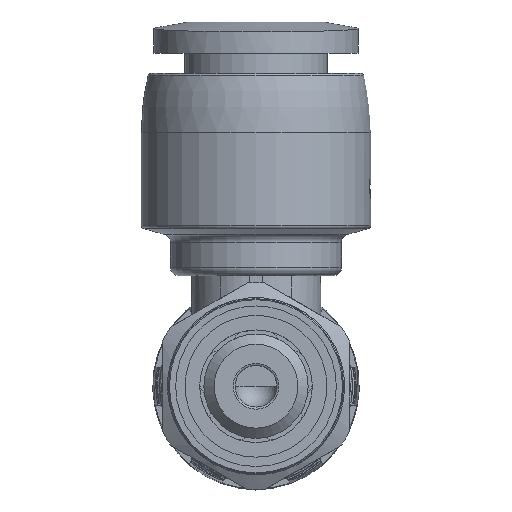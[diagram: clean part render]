
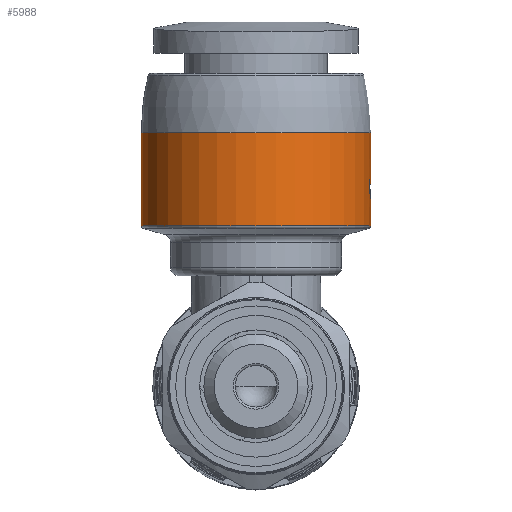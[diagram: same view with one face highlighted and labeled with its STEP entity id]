
A CAD part, front view. The second image highlights one B-rep face of the part: STEP entity #5988.
In plain terms, the highlighted cylindrical face has radius 5.5 mm (diameter 11 mm), a full revolution.
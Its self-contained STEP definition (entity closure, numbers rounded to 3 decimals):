
#42=ELLIPSE('',#6293,6.56,5.5);
#43=ELLIPSE('',#6295,6.56,5.5);
#56=B_SPLINE_CURVE_WITH_KNOTS('',3,(#8305,#8306,#8307,#8308,#8309),
 .UNSPECIFIED.,.F.,.F.,(4,1,4),(0.,0.,0.001),
 .UNSPECIFIED.);
#57=B_SPLINE_CURVE_WITH_KNOTS('',3,(#8314,#8315,#8316,#8317),
 .UNSPECIFIED.,.F.,.F.,(4,4),(0.,0.),
 .UNSPECIFIED.);
#58=B_SPLINE_CURVE_WITH_KNOTS('',3,(#8318,#8319,#8320,#8321),
 .UNSPECIFIED.,.F.,.F.,(4,4),(0.,0.),.UNSPECIFIED.);
#208=CYLINDRICAL_SURFACE('',#6289,5.5);
#315=CIRCLE('',#6283,5.5);
#319=CIRCLE('',#6290,5.5);
#320=CIRCLE('',#6291,5.5);
#321=CIRCLE('',#6292,5.5);
#322=CIRCLE('',#6294,5.5);
#323=CIRCLE('',#6296,5.5);
#324=CIRCLE('',#6297,5.5);
#325=CIRCLE('',#6298,5.5);
#611=ORIENTED_EDGE('',*,*,#1973,.F.);
#612=ORIENTED_EDGE('',*,*,#1974,.F.);
#613=ORIENTED_EDGE('',*,*,#1975,.F.);
#614=ORIENTED_EDGE('',*,*,#1976,.F.);
#615=ORIENTED_EDGE('',*,*,#1965,.F.);
#616=ORIENTED_EDGE('',*,*,#1977,.F.);
#617=ORIENTED_EDGE('',*,*,#1978,.F.);
#618=ORIENTED_EDGE('',*,*,#1979,.T.);
#619=ORIENTED_EDGE('',*,*,#1980,.T.);
#620=ORIENTED_EDGE('',*,*,#1981,.T.);
#621=ORIENTED_EDGE('',*,*,#1982,.T.);
#622=ORIENTED_EDGE('',*,*,#1983,.T.);
#623=ORIENTED_EDGE('',*,*,#1984,.T.);
#624=ORIENTED_EDGE('',*,*,#1985,.T.);
#625=ORIENTED_EDGE('',*,*,#1986,.T.);
#626=ORIENTED_EDGE('',*,*,#1987,.T.);
#627=ORIENTED_EDGE('',*,*,#1988,.T.);
#628=ORIENTED_EDGE('',*,*,#1989,.T.);
#629=ORIENTED_EDGE('',*,*,#1990,.T.);
#1965=EDGE_CURVE('',#2646,#2644,#315,.T.);
#1973=EDGE_CURVE('',#2653,#2653,#319,.T.);
#1974=EDGE_CURVE('',#2654,#2655,#56,.T.);
#1975=EDGE_CURVE('',#2656,#2654,#3100,.F.);
#1976=EDGE_CURVE('',#2644,#2656,#57,.T.);
#1977=EDGE_CURVE('',#2657,#2646,#58,.T.);
#1978=EDGE_CURVE('',#2655,#2657,#3101,.T.);
#1979=EDGE_CURVE('',#2658,#2659,#320,.T.);
#1980=EDGE_CURVE('',#2659,#2660,#3102,.T.);
#1981=EDGE_CURVE('',#2660,#2661,#321,.T.);
#1982=EDGE_CURVE('',#2661,#2662,#42,.T.);
#1983=EDGE_CURVE('',#2662,#2663,#322,.T.);
#1984=EDGE_CURVE('',#2663,#2664,#43,.T.);
#1985=EDGE_CURVE('',#2664,#2665,#3103,.T.);
#1986=EDGE_CURVE('',#2665,#2666,#323,.T.);
#1987=EDGE_CURVE('',#2666,#2667,#3104,.T.);
#1988=EDGE_CURVE('',#2667,#2668,#324,.T.);
#1989=EDGE_CURVE('',#2668,#2658,#3105,.F.);
#1990=EDGE_CURVE('',#2669,#2669,#325,.T.);
#2644=VERTEX_POINT('',#8269);
#2646=VERTEX_POINT('',#8273);
#2653=VERTEX_POINT('',#8304);
#2654=VERTEX_POINT('',#8310);
#2655=VERTEX_POINT('',#8311);
#2656=VERTEX_POINT('',#8313);
#2657=VERTEX_POINT('',#8322);
#2658=VERTEX_POINT('',#8325);
#2659=VERTEX_POINT('',#8326);
#2660=VERTEX_POINT('',#8328);
#2661=VERTEX_POINT('',#8330);
#2662=VERTEX_POINT('',#8332);
#2663=VERTEX_POINT('',#8334);
#2664=VERTEX_POINT('',#8336);
#2665=VERTEX_POINT('',#8338);
#2666=VERTEX_POINT('',#8340);
#2667=VERTEX_POINT('',#8342);
#2668=VERTEX_POINT('',#8344);
#2669=VERTEX_POINT('',#8347);
#3100=LINE('',#8312,#3372);
#3101=LINE('',#8323,#3373);
#3102=LINE('',#8327,#3374);
#3103=LINE('',#8337,#3375);
#3104=LINE('',#8341,#3376);
#3105=LINE('',#8345,#3377);
#3372=VECTOR('',#6892,1000.);
#3373=VECTOR('',#6893,1000.);
#3374=VECTOR('',#6896,1000.);
#3375=VECTOR('',#6905,1000.);
#3376=VECTOR('',#6908,1000.);
#3377=VECTOR('',#6911,1000.);
#3645=EDGE_LOOP('',(#611));
#3646=EDGE_LOOP('',(#612,#613,#614,#615,#616,#617));
#3647=EDGE_LOOP('',(#618,#619,#620,#621,#622,#623,#624,#625,#626,#627,#628));
#3648=EDGE_LOOP('',(#629));
#3975=FACE_BOUND('',#3645,.T.);
#3976=FACE_BOUND('',#3646,.T.);
#3977=FACE_BOUND('',#3647,.T.);
#3978=FACE_BOUND('',#3648,.T.);
#5988=ADVANCED_FACE('',(#3975,#3976,#3977,#3978),#208,.T.);
#6283=AXIS2_PLACEMENT_3D('',#8274,#6876,#6877);
#6289=AXIS2_PLACEMENT_3D('',#8302,#6888,#6889);
#6290=AXIS2_PLACEMENT_3D('',#8303,#6890,#6891);
#6291=AXIS2_PLACEMENT_3D('',#8324,#6894,#6895);
#6292=AXIS2_PLACEMENT_3D('',#8329,#6897,#6898);
#6293=AXIS2_PLACEMENT_3D('',#8331,#6899,#6900);
#6294=AXIS2_PLACEMENT_3D('',#8333,#6901,#6902);
#6295=AXIS2_PLACEMENT_3D('',#8335,#6903,#6904);
#6296=AXIS2_PLACEMENT_3D('',#8339,#6906,#6907);
#6297=AXIS2_PLACEMENT_3D('',#8343,#6909,#6910);
#6298=AXIS2_PLACEMENT_3D('',#8346,#6912,#6913);
#6876=DIRECTION('',(0.,0.,1.));
#6877=DIRECTION('',(1.,0.,0.));
#6888=DIRECTION('',(0.,0.,-1.));
#6889=DIRECTION('',(-1.,0.,0.));
#6890=DIRECTION('',(0.,0.,-1.));
#6891=DIRECTION('',(-1.,0.,0.));
#6892=DIRECTION('',(0.,0.,-1.));
#6893=DIRECTION('',(0.,0.,-1.));
#6894=DIRECTION('',(0.,0.,1.));
#6895=DIRECTION('',(1.,0.,0.));
#6896=DIRECTION('',(0.,0.,-1.));
#6897=DIRECTION('',(0.,0.,1.));
#6898=DIRECTION('',(1.,0.,0.));
#6899=DIRECTION('',(0.,-0.545,-0.838));
#6900=DIRECTION('',(0.,0.838,-0.545));
#6901=DIRECTION('',(0.,0.,1.));
#6902=DIRECTION('',(1.,0.,0.));
#6903=DIRECTION('',(0.,0.545,0.838));
#6904=DIRECTION('',(0.,0.838,-0.545));
#6905=DIRECTION('',(0.,0.,-1.));
#6906=DIRECTION('',(0.,0.,-1.));
#6907=DIRECTION('',(-1.,0.,0.));
#6908=DIRECTION('',(0.,0.,-1.));
#6909=DIRECTION('',(0.,0.,-1.));
#6910=DIRECTION('',(-1.,0.,0.));
#6911=DIRECTION('',(0.,0.,-1.));
#6912=DIRECTION('',(0.,0.,-1.));
#6913=DIRECTION('',(-1.,0.,0.));
#8269=CARTESIAN_POINT('',(-0.1,19.399,8.545));
#8273=CARTESIAN_POINT('',(0.1,19.399,8.545));
#8274=CARTESIAN_POINT('',(0.,13.9,8.545));
#8302=CARTESIAN_POINT('',(0.,13.9,5.3));
#8303=CARTESIAN_POINT('',(0.,13.9,7.706));
#8304=CARTESIAN_POINT('',(-5.5,13.9,7.706));
#8305=CARTESIAN_POINT('',(-0.25,19.394,10.495));
#8306=CARTESIAN_POINT('',(-0.25,19.394,10.627));
#8307=CARTESIAN_POINT('',(0.,19.406,10.863));
#8308=CARTESIAN_POINT('',(0.25,19.394,10.627));
#8309=CARTESIAN_POINT('',(0.25,19.394,10.495));
#8310=CARTESIAN_POINT('',(-0.25,19.394,10.495));
#8311=CARTESIAN_POINT('',(0.25,19.394,10.495));
#8312=CARTESIAN_POINT('',(-0.25,19.394,5.3));
#8313=CARTESIAN_POINT('',(-0.25,19.394,8.695));
#8314=CARTESIAN_POINT('',(-0.1,19.399,8.545));
#8315=CARTESIAN_POINT('',(-0.179,19.398,8.545));
#8316=CARTESIAN_POINT('',(-0.25,19.394,8.616));
#8317=CARTESIAN_POINT('',(-0.25,19.394,8.695));
#8318=CARTESIAN_POINT('',(0.25,19.394,8.695));
#8319=CARTESIAN_POINT('',(0.25,19.394,8.616));
#8320=CARTESIAN_POINT('',(0.179,19.398,8.545));
#8321=CARTESIAN_POINT('',(0.1,19.399,8.545));
#8322=CARTESIAN_POINT('',(0.25,19.394,8.695));
#8323=CARTESIAN_POINT('',(0.25,19.394,5.3));
#8324=CARTESIAN_POINT('',(0.,13.9,9.904));
#8325=CARTESIAN_POINT('',(5.43,13.025,9.904));
#8326=CARTESIAN_POINT('',(5.462,13.259,9.904));
#8327=CARTESIAN_POINT('',(5.462,13.259,5.3));
#8328=CARTESIAN_POINT('',(5.462,13.259,9.687));
#8329=CARTESIAN_POINT('',(0.,13.9,9.687));
#8330=CARTESIAN_POINT('',(5.481,14.361,9.687));
#8331=CARTESIAN_POINT('',(0.,13.9,9.987));
#8332=CARTESIAN_POINT('',(5.499,14.027,9.904));
#8333=CARTESIAN_POINT('',(0.,13.9,9.904));
#8334=CARTESIAN_POINT('',(5.481,14.361,9.904));
#8335=CARTESIAN_POINT('',(0.,13.9,10.204));
#8336=CARTESIAN_POINT('',(5.442,14.695,9.687));
#8337=CARTESIAN_POINT('',(5.442,14.695,5.3));
#8338=CARTESIAN_POINT('',(5.442,14.695,9.453));
#8339=CARTESIAN_POINT('',(0.,13.9,9.453));
#8340=CARTESIAN_POINT('',(5.462,13.259,9.453));
#8341=CARTESIAN_POINT('',(5.462,13.259,5.3));
#8342=CARTESIAN_POINT('',(5.462,13.259,9.236));
#8343=CARTESIAN_POINT('',(0.,13.9,9.236));
#8344=CARTESIAN_POINT('',(5.43,13.025,9.236));
#8345=CARTESIAN_POINT('',(5.43,13.025,5.3));
#8346=CARTESIAN_POINT('',(0.,13.9,12.15));
#8347=CARTESIAN_POINT('',(-5.5,13.9,12.15));
